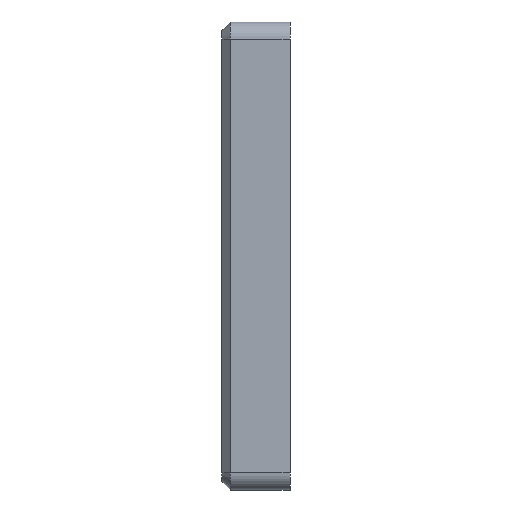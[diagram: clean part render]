
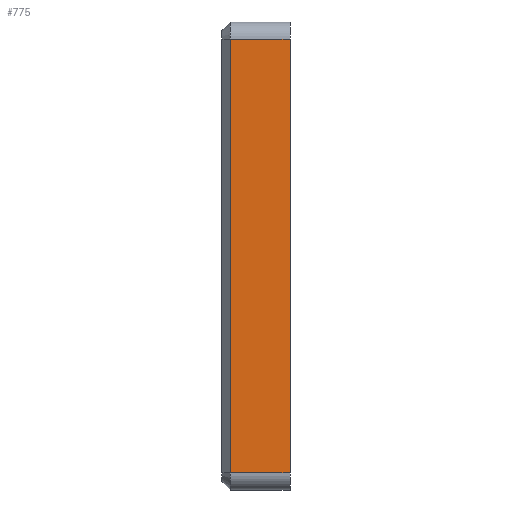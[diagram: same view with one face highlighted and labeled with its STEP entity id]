
A CAD part, left-side view. The second image highlights one B-rep face of the part: STEP entity #775.
In plain terms, the highlighted planar face has unit normal (-1, 0, 0).
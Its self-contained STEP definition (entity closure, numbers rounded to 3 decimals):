
#151 = CARTESIAN_POINT ( 'NONE',  ( -33.124, -8., -22.107 ) ) ;
#166 = CARTESIAN_POINT ( 'NONE',  ( -33.124, -8., -22.107 ) ) ;
#439 = ORIENTED_EDGE ( 'NONE', *, *, #1483, .T. ) ;
#501 = EDGE_CURVE ( 'NONE', #3828, #3204, #3885, .T. ) ;
#775 = ADVANCED_FACE ( 'NONE', ( #4187 ), #3440, .T. ) ;
#904 = DIRECTION ( 'NONE',  ( 0., 0., 1. ) ) ;
#1035 = EDGE_CURVE ( 'NONE', #3742, #3308, #1381, .T. ) ;
#1226 = CARTESIAN_POINT ( 'NONE',  ( -33.124, -8., 30.813 ) ) ;
#1249 = CARTESIAN_POINT ( 'NONE',  ( -33.124, -1., -20.107 ) ) ;
#1381 = LINE ( 'NONE', #3082, #2538 ) ;
#1478 = DIRECTION ( 'NONE',  ( 0., 0., 1. ) ) ;
#1483 = EDGE_CURVE ( 'NONE', #3204, #3742, #3560, .T. ) ;
#1687 = VECTOR ( 'NONE', #3988, 1000. ) ;
#1713 = EDGE_CURVE ( 'NONE', #3308, #3828, #3591, .T. ) ;
#1765 = AXIS2_PLACEMENT_3D ( 'NONE', #151, #3499, #1478 ) ;
#2077 = EDGE_LOOP ( 'NONE', ( #439, #2306, #3910, #4186 ) ) ;
#2099 = CARTESIAN_POINT ( 'NONE',  ( -33.124, -8., -20.107 ) ) ;
#2306 = ORIENTED_EDGE ( 'NONE', *, *, #1035, .T. ) ;
#2321 = CARTESIAN_POINT ( 'NONE',  ( -33.124, -1., -22.107 ) ) ;
#2327 = DIRECTION ( 'NONE',  ( 0., 1., 0. ) ) ;
#2538 = VECTOR ( 'NONE', #2327, 1000. ) ;
#3082 = CARTESIAN_POINT ( 'NONE',  ( -33.124, -8., 30.813 ) ) ;
#3143 = CARTESIAN_POINT ( 'NONE',  ( -33.124, -8., -20.107 ) ) ;
#3204 = VERTEX_POINT ( 'NONE', #3143 ) ;
#3308 = VERTEX_POINT ( 'NONE', #3454 ) ;
#3440 = PLANE ( 'NONE',  #1765 ) ;
#3454 = CARTESIAN_POINT ( 'NONE',  ( -33.124, -1., 30.813 ) ) ;
#3463 = DIRECTION ( 'NONE',  ( 0., -1., 0. ) ) ;
#3499 = DIRECTION ( 'NONE',  ( -1., 0., 0. ) ) ;
#3560 = LINE ( 'NONE', #166, #4026 ) ;
#3591 = LINE ( 'NONE', #2321, #1687 ) ;
#3742 = VERTEX_POINT ( 'NONE', #1226 ) ;
#3828 = VERTEX_POINT ( 'NONE', #1249 ) ;
#3885 = LINE ( 'NONE', #2099, #3980 ) ;
#3910 = ORIENTED_EDGE ( 'NONE', *, *, #1713, .T. ) ;
#3980 = VECTOR ( 'NONE', #3463, 1000. ) ;
#3988 = DIRECTION ( 'NONE',  ( 0., 0., -1. ) ) ;
#4026 = VECTOR ( 'NONE', #904, 1000. ) ;
#4186 = ORIENTED_EDGE ( 'NONE', *, *, #501, .T. ) ;
#4187 = FACE_OUTER_BOUND ( 'NONE', #2077, .T. ) ;
